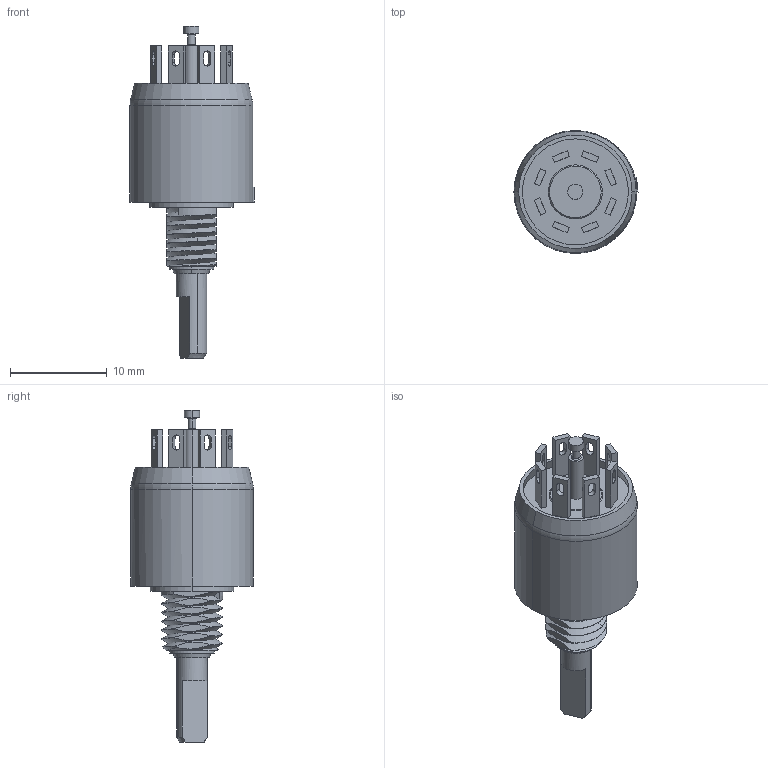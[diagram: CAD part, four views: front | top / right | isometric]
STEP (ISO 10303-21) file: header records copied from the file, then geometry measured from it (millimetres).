
FILE_DESCRIPTION((''),'2;1');
FILE_NAME('50A45-01-1-XXX','2011-05-13T',('Administrator'),(''),'PRO/ENGINEER BY PARAMETRIC TECHNOLOGY CORPORATION, 2006200','PRO/ENGINEER BY PARAMETRIC TECHNOLOGY CORPORATION, 2006200','');
FILE_SCHEMA(('CONFIG_CONTROL_DESIGN'));
Length unit declared in the file: inch
Products named in the file (1): 50A45-01-1-XXX
Bounding box: 12.83 x 12.7 x 34.34 mm (x, y, z)
Volume: 906.9 mm3; surface area: 2385.4 mm2
Topology: 2 solids, 2 shells, 748 faces, 2090 edges, 1381 vertices
Faces by surface type: plane 543, cylinder 168, cone 21, torus 10, bspline 6
Entity records: 31327 total; most frequent: CARTESIAN_POINT 6937, ORIENTED_EDGE 4180, DIRECTION 3893, EDGE_CURVE 2090, VECTOR 1627, LINE 1627, VERTEX_POINT 1381, AXIS2_PLACEMENT_3D 1133
